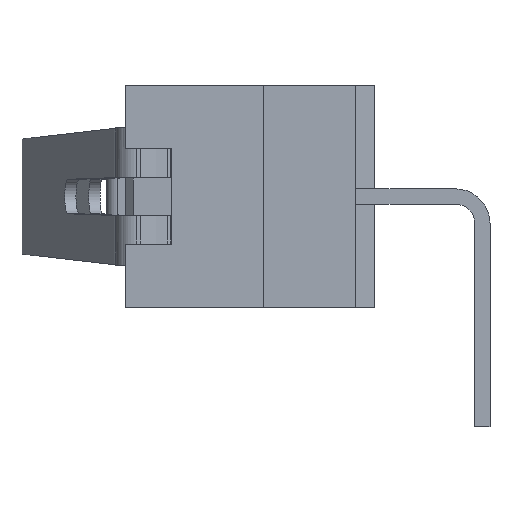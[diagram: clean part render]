
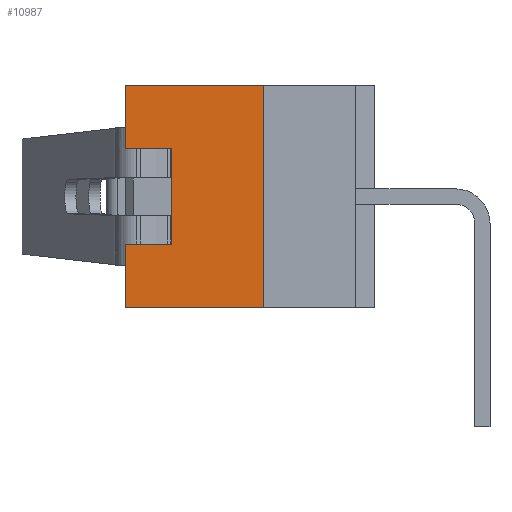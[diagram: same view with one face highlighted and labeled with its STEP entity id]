
A CAD part, left-side view. The second image highlights one B-rep face of the part: STEP entity #10987.
In plain terms, the highlighted planar face has unit normal (-1, 0, 0).
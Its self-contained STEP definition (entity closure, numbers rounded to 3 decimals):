
#458=PLANE('',#14565);
#3258=ORIENTED_EDGE('',*,*,#5647,.T.);
#3259=ORIENTED_EDGE('',*,*,#5649,.F.);
#3260=ORIENTED_EDGE('',*,*,#5650,.F.);
#3261=ORIENTED_EDGE('',*,*,#5574,.F.);
#3262=ORIENTED_EDGE('',*,*,#5564,.T.);
#3263=ORIENTED_EDGE('',*,*,#5583,.T.);
#3264=ORIENTED_EDGE('',*,*,#5651,.F.);
#3265=ORIENTED_EDGE('',*,*,#5652,.T.);
#5564=EDGE_CURVE('',#6822,#6823,#7700,.T.);
#5574=EDGE_CURVE('',#6822,#6831,#7710,.T.);
#5583=EDGE_CURVE('',#6823,#6833,#7719,.T.);
#5647=EDGE_CURVE('',#6869,#6868,#7783,.T.);
#5649=EDGE_CURVE('',#6870,#6868,#7785,.T.);
#5650=EDGE_CURVE('',#6831,#6870,#7786,.T.);
#5651=EDGE_CURVE('',#6871,#6833,#7787,.T.);
#5652=EDGE_CURVE('',#6871,#6869,#7788,.T.);
#6822=VERTEX_POINT('',#21777);
#6823=VERTEX_POINT('',#21778);
#6831=VERTEX_POINT('',#21795);
#6833=VERTEX_POINT('',#21813);
#6868=VERTEX_POINT('',#21934);
#6869=VERTEX_POINT('',#21936);
#6870=VERTEX_POINT('',#21940);
#6871=VERTEX_POINT('',#21943);
#7700=LINE('',#21776,#8670);
#7710=LINE('',#21797,#8680);
#7719=LINE('',#21814,#8689);
#7783=LINE('',#21935,#8753);
#7785=LINE('',#21939,#8755);
#7786=LINE('',#21941,#8756);
#7787=LINE('',#21942,#8757);
#7788=LINE('',#21944,#8758);
#8670=VECTOR('',#16246,1000.);
#8680=VECTOR('',#16258,1000.);
#8689=VECTOR('',#16279,1000.);
#8753=VECTOR('',#16387,1000.);
#8755=VECTOR('',#16391,1000.);
#8756=VECTOR('',#16392,1000.);
#8757=VECTOR('',#16393,1000.);
#8758=VECTOR('',#16394,1000.);
#9551=EDGE_LOOP('',(#3258,#3259,#3260,#3261,#3262,#3263,#3264,#3265));
#10243=FACE_BOUND('',#9551,.T.);
#10987=ADVANCED_FACE('',(#10243),#458,.F.);
#14565=AXIS2_PLACEMENT_3D('',#21938,#16389,#16390);
#16246=DIRECTION('',(0.,1.,0.));
#16258=DIRECTION('',(0.,0.,1.));
#16279=DIRECTION('',(0.,0.,1.));
#16387=DIRECTION('',(0.,-1.,0.));
#16389=DIRECTION('',(1.,0.,0.));
#16390=DIRECTION('',(0.,0.,-1.));
#16391=DIRECTION('',(0.,0.,-1.));
#16392=DIRECTION('',(0.,-1.,0.));
#16393=DIRECTION('',(0.,-1.,0.));
#16394=DIRECTION('',(0.,0.,-1.));
#21776=CARTESIAN_POINT('',(-6.4,-1.25,5.3));
#21777=CARTESIAN_POINT('',(-6.4,-1.25,5.3));
#21778=CARTESIAN_POINT('',(-6.4,1.25,5.3));
#21795=CARTESIAN_POINT('',(-6.4,-1.25,6.5));
#21797=CARTESIAN_POINT('',(-6.4,-1.25,5.3));
#21813=CARTESIAN_POINT('',(-6.4,1.25,6.5));
#21814=CARTESIAN_POINT('',(-6.4,1.25,5.3));
#21934=CARTESIAN_POINT('',(-6.4,-2.9,2.9));
#21935=CARTESIAN_POINT('',(-6.4,2.9,2.9));
#21936=CARTESIAN_POINT('',(-6.4,2.9,2.9));
#21938=CARTESIAN_POINT('',(-6.4,2.9,6.5));
#21939=CARTESIAN_POINT('',(-6.4,-2.9,6.5));
#21940=CARTESIAN_POINT('',(-6.4,-2.9,6.5));
#21941=CARTESIAN_POINT('',(-6.4,2.9,6.5));
#21942=CARTESIAN_POINT('',(-6.4,2.9,6.5));
#21943=CARTESIAN_POINT('',(-6.4,2.9,6.5));
#21944=CARTESIAN_POINT('',(-6.4,2.9,6.5));
